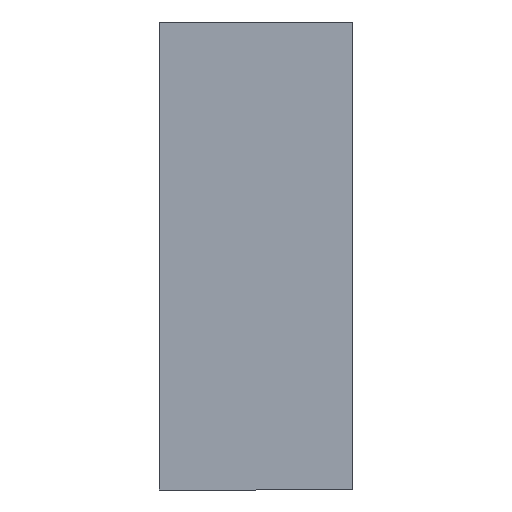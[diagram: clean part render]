
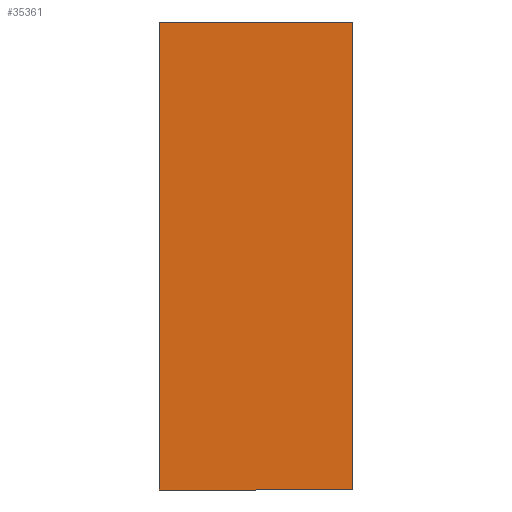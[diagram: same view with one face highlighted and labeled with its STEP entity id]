
A CAD part, front view. The second image highlights one B-rep face of the part: STEP entity #35361.
In plain terms, the highlighted planar face has unit normal (0, -1, 0).
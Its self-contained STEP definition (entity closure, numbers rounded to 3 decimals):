
#1119 = ORIENTED_EDGE ( 'NONE', *, *, #22942, .T. ) ;
#4076 = EDGE_LOOP ( 'NONE', ( #11081, #23559, #1119, #11399 ) ) ;
#6976 = VECTOR ( 'NONE', #9077, 1000. ) ;
#6977 = DIRECTION ( 'NONE',  ( 0., -1., 0. ) ) ;
#7678 = DIRECTION ( 'NONE',  ( 0., 0., -1. ) ) ;
#9077 = DIRECTION ( 'NONE',  ( -1., 0., 0. ) ) ;
#9870 = VERTEX_POINT ( 'NONE', #26983 ) ;
#10667 = CARTESIAN_POINT ( 'NONE',  ( -40.5, -25.3, -203.3 ) ) ;
#10853 = CARTESIAN_POINT ( 'NONE',  ( 49.5, -25.3, 14.3 ) ) ;
#11081 = ORIENTED_EDGE ( 'NONE', *, *, #16949, .T. ) ;
#11130 = VERTEX_POINT ( 'NONE', #10667 ) ;
#11399 = ORIENTED_EDGE ( 'NONE', *, *, #38692, .T. ) ;
#16949 = EDGE_CURVE ( 'NONE', #9870, #11130, #20507, .T. ) ;
#18403 = CARTESIAN_POINT ( 'NONE',  ( -40.5, -25.3, 14.3 ) ) ;
#19249 = CARTESIAN_POINT ( 'NONE',  ( 49.5, -25.3, -203.3 ) ) ;
#20469 = CARTESIAN_POINT ( 'NONE',  ( 49.5, -25.3, 14.3 ) ) ;
#20507 = LINE ( 'NONE', #30484, #35625 ) ;
#22942 = EDGE_CURVE ( 'NONE', #35578, #31824, #34536, .T. ) ;
#23559 = ORIENTED_EDGE ( 'NONE', *, *, #33179, .T. ) ;
#25459 = AXIS2_PLACEMENT_3D ( 'NONE', #29972, #6977, #32600 ) ;
#25798 = DIRECTION ( 'NONE',  ( 1., 0., 0. ) ) ;
#26712 = PLANE ( 'NONE',  #25459 ) ;
#26983 = CARTESIAN_POINT ( 'NONE',  ( -40.5, -25.3, 14.3 ) ) ;
#29972 = CARTESIAN_POINT ( 'NONE',  ( 0., -25.3, 0. ) ) ;
#30484 = CARTESIAN_POINT ( 'NONE',  ( -40.5, -25.3, 14.3 ) ) ;
#31824 = VERTEX_POINT ( 'NONE', #10853 ) ;
#32600 = DIRECTION ( 'NONE',  ( 0., 0., -1. ) ) ;
#33179 = EDGE_CURVE ( 'NONE', #11130, #35578, #41857, .T. ) ;
#34536 = LINE ( 'NONE', #20469, #42277 ) ;
#34880 = LINE ( 'NONE', #18403, #6976 ) ;
#35361 = ADVANCED_FACE ( 'NONE', ( #36693 ), #26712, .T. ) ;
#35578 = VERTEX_POINT ( 'NONE', #19249 ) ;
#35625 = VECTOR ( 'NONE', #7678, 1000. ) ;
#36693 = FACE_OUTER_BOUND ( 'NONE', #4076, .T. ) ;
#36760 = VECTOR ( 'NONE', #25798, 1000. ) ;
#36946 = DIRECTION ( 'NONE',  ( 0., 0., 1. ) ) ;
#38692 = EDGE_CURVE ( 'NONE', #31824, #9870, #34880, .T. ) ;
#41857 = LINE ( 'NONE', #42736, #36760 ) ;
#42277 = VECTOR ( 'NONE', #36946, 1000. ) ;
#42736 = CARTESIAN_POINT ( 'NONE',  ( -40.5, -25.3, -203.3 ) ) ;
